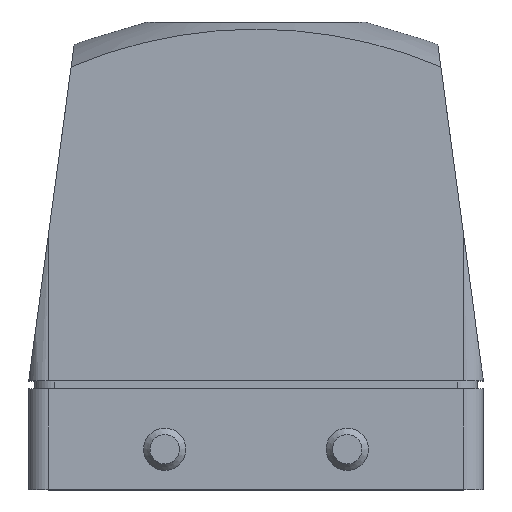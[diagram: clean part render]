
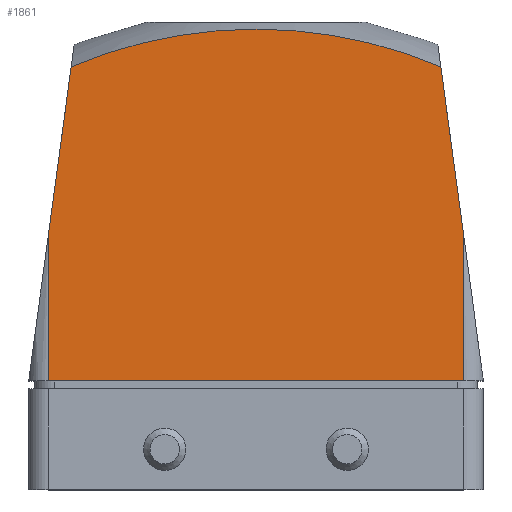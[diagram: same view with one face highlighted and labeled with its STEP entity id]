
A CAD part, top view. The second image highlights one B-rep face of the part: STEP entity #1861.
In plain terms, the highlighted planar face has unit normal (0, 0, 1).
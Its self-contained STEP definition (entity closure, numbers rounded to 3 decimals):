
#47 = FACE_OUTER_BOUND ( 'NONE', #2674, .T. ) ;
#92 = LINE ( 'NONE', #209, #2244 ) ;
#93 = LINE ( 'NONE', #220, #2246 ) ;
#94 = LINE ( 'NONE', #216, #2250 ) ;
#95 = LINE ( 'NONE', #203, #2254 ) ;
#97 = LINE ( 'NONE', #223, #2258 ) ;
#202 = DIRECTION ( 'NONE',  ( 0.134, 0.991, 0. ) ) ;
#203 = CARTESIAN_POINT ( 'NONE',  ( 0., 17.55, 43.5 ) ) ;
#208 = DIRECTION ( 'NONE',  ( 0., -1., 0. ) ) ;
#209 = CARTESIAN_POINT ( 'NONE',  ( 70.3, 65.55, 43.5 ) ) ;
#214 = DIRECTION ( 'NONE',  ( 0.134, -0.991, 0. ) ) ;
#215 = DIRECTION ( 'NONE',  ( 1., 0., 0. ) ) ;
#216 = CARTESIAN_POINT ( 'NONE',  ( 3.2, 17.55, 43.5 ) ) ;
#217 = CARTESIAN_POINT ( 'NONE',  ( 36.75, -1.95, 43.5 ) ) ;
#218 = DIRECTION ( 'NONE',  ( 1., 0., 0. ) ) ;
#219 = DIRECTION ( 'NONE',  ( 0., 0., -1. ) ) ;
#220 = CARTESIAN_POINT ( 'NONE',  ( 73.5, 17.55, 43.5 ) ) ;
#222 = DIRECTION ( 'NONE',  ( 0., -1., 0. ) ) ;
#223 = CARTESIAN_POINT ( 'NONE',  ( 3.2, 65.55, 43.5 ) ) ;
#1236 = CARTESIAN_POINT ( 'NONE',  ( 6.873, 68.317, 43.5 ) ) ;
#1240 = CARTESIAN_POINT ( 'NONE',  ( 70.3, 41.187, 43.5 ) ) ;
#1241 = CARTESIAN_POINT ( 'NONE',  ( 70.3, 17.55, 43.5 ) ) ;
#1244 = CARTESIAN_POINT ( 'NONE',  ( 66.627, 68.317, 43.5 ) ) ;
#1246 = CARTESIAN_POINT ( 'NONE',  ( 3.2, 17.55, 43.5 ) ) ;
#1248 = CARTESIAN_POINT ( 'NONE',  ( 3.2, 41.187, 43.5 ) ) ;
#1637 = DIRECTION ( 'NONE',  ( -1., 0., 0. ) ) ;
#1638 = DIRECTION ( 'NONE',  ( 0., 0., -1. ) ) ;
#1640 = CARTESIAN_POINT ( 'NONE',  ( 3.2, 65.55, 43.5 ) ) ;
#1641 = PLANE ( 'NONE',  #2163 ) ;
#1802 = EDGE_CURVE ( 'NONE', #2378, #2380, #97, .T. ) ;
#1804 = EDGE_CURVE ( 'NONE', #2378, #2387, #95, .T. ) ;
#1806 = EDGE_CURVE ( 'NONE', #2380, #2384, #94, .T. ) ;
#1807 = EDGE_CURVE ( 'NONE', #2387, #2382, #2256, .T. ) ;
#1808 = EDGE_CURVE ( 'NONE', #2382, #2385, #93, .T. ) ;
#1809 = EDGE_CURVE ( 'NONE', #2385, #2384, #92, .T. ) ;
#1861 = ADVANCED_FACE ( 'NONE', ( #47 ), #1641, .F. ) ;
#2163 = AXIS2_PLACEMENT_3D ( 'NONE', #1640, #1638, #1637 ) ;
#2244 = VECTOR ( 'NONE', #208, 1000. ) ;
#2246 = VECTOR ( 'NONE', #214, 1000. ) ;
#2247 = AXIS2_PLACEMENT_3D ( 'NONE', #217, #219, #218 ) ;
#2250 = VECTOR ( 'NONE', #215, 1000. ) ;
#2254 = VECTOR ( 'NONE', #202, 1000. ) ;
#2256 = CIRCLE ( 'NONE', #2247, 76.355 ) ;
#2258 = VECTOR ( 'NONE', #222, 1000. ) ;
#2378 = VERTEX_POINT ( 'NONE', #1248 ) ;
#2380 = VERTEX_POINT ( 'NONE', #1246 ) ;
#2382 = VERTEX_POINT ( 'NONE', #1244 ) ;
#2384 = VERTEX_POINT ( 'NONE', #1241 ) ;
#2385 = VERTEX_POINT ( 'NONE', #1240 ) ;
#2387 = VERTEX_POINT ( 'NONE', #1236 ) ;
#2674 = EDGE_LOOP ( 'NONE', ( #2761, #2763, #2762, #2764, #2766, #2765 ) ) ;
#2761 = ORIENTED_EDGE ( 'NONE', *, *, #1807, .F. ) ;
#2762 = ORIENTED_EDGE ( 'NONE', *, *, #1802, .T. ) ;
#2763 = ORIENTED_EDGE ( 'NONE', *, *, #1804, .F. ) ;
#2764 = ORIENTED_EDGE ( 'NONE', *, *, #1806, .T. ) ;
#2765 = ORIENTED_EDGE ( 'NONE', *, *, #1808, .F. ) ;
#2766 = ORIENTED_EDGE ( 'NONE', *, *, #1809, .F. ) ;
